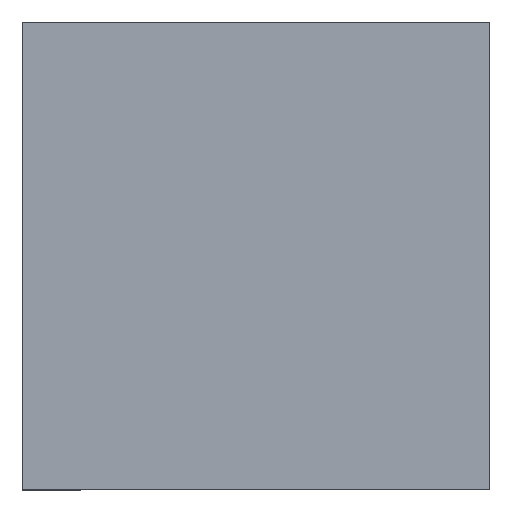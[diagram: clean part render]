
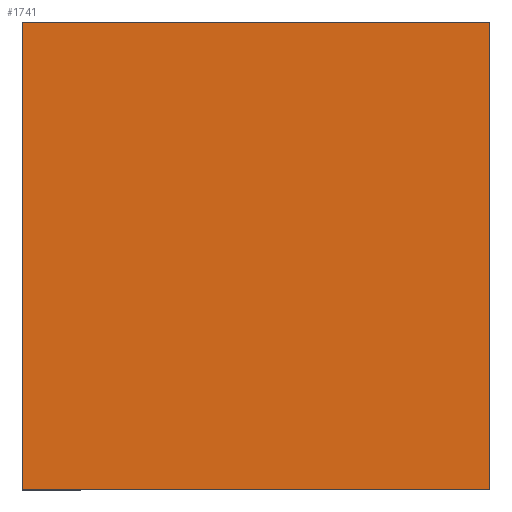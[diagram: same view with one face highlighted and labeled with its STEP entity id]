
A CAD part, top view. The second image highlights one B-rep face of the part: STEP entity #1741.
In plain terms, the highlighted planar face has unit normal (0, 0, 1).
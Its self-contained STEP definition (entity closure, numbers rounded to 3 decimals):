
#1611=CARTESIAN_POINT('',(-7.2,7.2,31.0));
#1612=VERTEX_POINT('',#1611);
#1613=CARTESIAN_POINT('',(7.2,7.2,31.0));
#1614=VERTEX_POINT('',#1613);
#1615=CARTESIAN_POINT('',(-7.2,7.2,31.0));
#1616=DIRECTION('',(1.0,0.0,0.0));
#1617=VECTOR('',#1616,14.4);
#1618=LINE('',#1615,#1617);
#1619=EDGE_CURVE('',#1612,#1614,#1618,.T.);
#1651=CARTESIAN_POINT('',(7.2,-7.2,31.0));
#1652=VERTEX_POINT('',#1651);
#1653=CARTESIAN_POINT('',(7.2,7.2,31.0));
#1654=DIRECTION('',(0.0,-1.0,0.0));
#1655=VECTOR('',#1654,14.4);
#1656=LINE('',#1653,#1655);
#1657=EDGE_CURVE('',#1614,#1652,#1656,.T.);
#1682=CARTESIAN_POINT('',(-7.2,-7.2,31.0));
#1683=VERTEX_POINT('',#1682);
#1684=CARTESIAN_POINT('',(7.2,-7.2,31.0));
#1685=DIRECTION('',(-1.0,0.0,0.0));
#1686=VECTOR('',#1685,14.4);
#1687=LINE('',#1684,#1686);
#1688=EDGE_CURVE('',#1652,#1683,#1687,.T.);
#1713=CARTESIAN_POINT('',(-7.2,-7.2,31.0));
#1714=DIRECTION('',(0.0,1.0,0.0));
#1715=VECTOR('',#1714,14.4);
#1716=LINE('',#1713,#1715);
#1717=EDGE_CURVE('',#1683,#1612,#1716,.T.);
#1730=CARTESIAN_POINT('',(0.,0.,31.0));
#1731=DIRECTION('',(0.0,0.0,1.0));
#1732=DIRECTION('',(1.0,0.0,0.0));
#1733=AXIS2_PLACEMENT_3D('',#1730,#1731,#1732);
#1734=PLANE('',#1733);
#1735=ORIENTED_EDGE('',*,*,#1619,.F.);
#1736=ORIENTED_EDGE('',*,*,#1717,.F.);
#1737=ORIENTED_EDGE('',*,*,#1688,.F.);
#1738=ORIENTED_EDGE('',*,*,#1657,.F.);
#1739=EDGE_LOOP('',(#1735,#1736,#1737,#1738));
#1740=FACE_OUTER_BOUND('',#1739,.T.);
#1741=ADVANCED_FACE('',(#1740),#1734,.T.);
